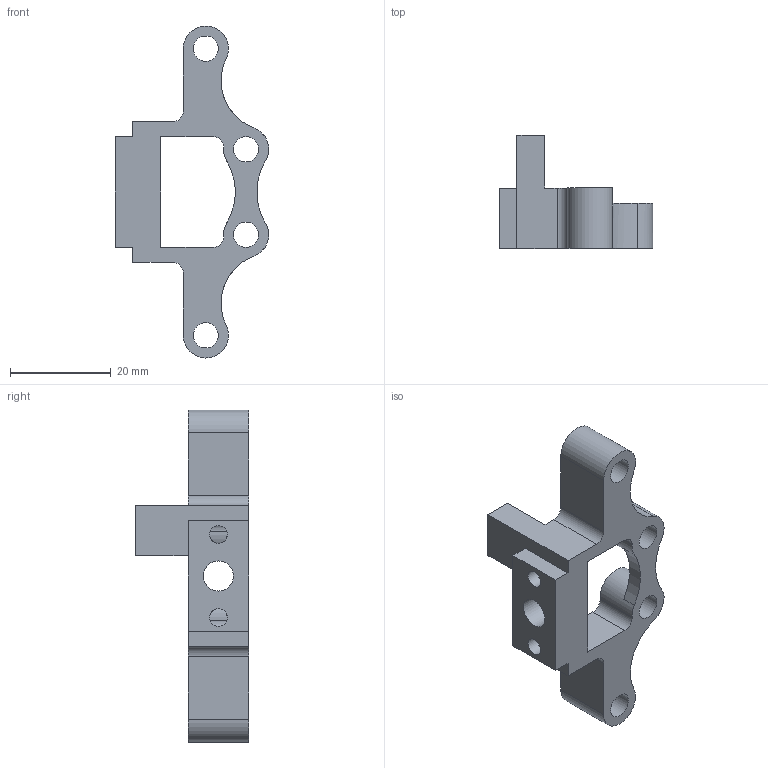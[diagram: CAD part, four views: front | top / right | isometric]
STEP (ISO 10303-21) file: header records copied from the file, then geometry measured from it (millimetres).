
FILE_DESCRIPTION(/* description */ (''),/* implementation_level */ '2;1');
FILE_NAME(/* name */ 'BRAÇO ROBÓTICO - Garra A4_ipt_ac27e29f.STEP',/* time_stamp */ '2023-09-21T12:22:27-03:00',/* author */ ('Araújo, I.'),/* organization */ (''),/* preprocessor_version */ 'ST-DEVELOPER v18.1',/* originating_system */ 'Autodesk Inventor 2021',/* authorisation */ '');
FILE_SCHEMA (('AUTOMOTIVE_DESIGN { 1 0 10303 214 3 1 1 }'));
Length unit declared in the file: millimetre
Products named in the file (1): BRAÇO ROBÓTICO - Garra A4
Bounding box: 30.5 x 22.5 x 66 mm (x, y, z)
Volume: 7952.8 mm3; surface area: 5499.6 mm2
Topology: 1 solids, 1 shells, 49 faces, 146 edges, 99 vertices
Faces by surface type: cylinder 22, plane 21, bspline 6
Full cylindrical faces by diameter (mm): 1.5 x1, 3.5 x2, 5 x4, 6 x1
Entity records: 1959 total; most frequent: CARTESIAN_POINT 531, ORIENTED_EDGE 292, DIRECTION 283, EDGE_CURVE 146, AXIS2_PLACEMENT_3D 103, VERTEX_POINT 99, LINE 77, VECTOR 77
